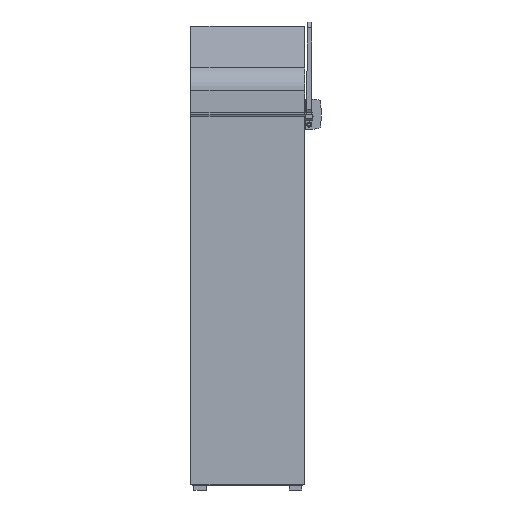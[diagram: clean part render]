
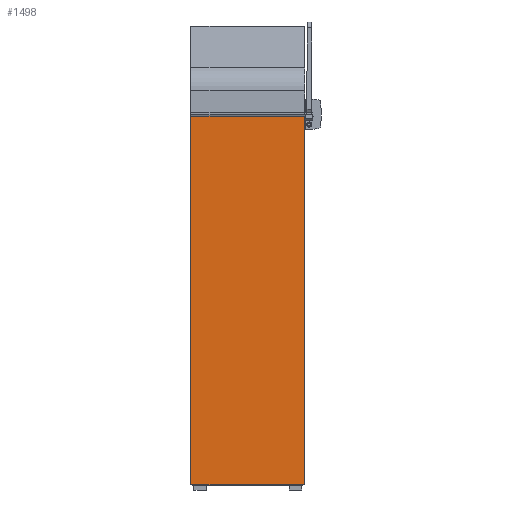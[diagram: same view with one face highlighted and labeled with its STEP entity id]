
A CAD part, front view. The second image highlights one B-rep face of the part: STEP entity #1498.
In plain terms, the highlighted planar face has unit normal (0, -1, 0).
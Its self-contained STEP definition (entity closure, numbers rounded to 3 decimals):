
#537 = DIRECTION ( 'NONE',  ( 0., 0., 1. ) ) ;
#717 = EDGE_LOOP ( 'NONE', ( #6933, #7084, #11008, #10460 ) ) ;
#896 = DIRECTION ( 'NONE',  ( -1., 0., 0. ) ) ;
#933 = CARTESIAN_POINT ( 'NONE',  ( 113.5, -224.3, 10.354 ) ) ;
#1498 = ADVANCED_FACE ( 'NONE', ( #7320 ), #6178, .T. ) ;
#1635 = EDGE_CURVE ( 'NONE', #2763, #6705, #1897, .T. ) ;
#1897 = LINE ( 'NONE', #3949, #10355 ) ;
#2052 = DIRECTION ( 'NONE',  ( 0., -1., 0. ) ) ;
#2281 = CARTESIAN_POINT ( 'NONE',  ( 113.5, -224.3, 10.354 ) ) ;
#2622 = VERTEX_POINT ( 'NONE', #10160 ) ;
#2763 = VERTEX_POINT ( 'NONE', #933 ) ;
#2973 = CARTESIAN_POINT ( 'NONE',  ( -113.5, -224.3, 746.194 ) ) ;
#3349 = LINE ( 'NONE', #2281, #10685 ) ;
#3372 = LINE ( 'NONE', #7444, #5525 ) ;
#3474 = DIRECTION ( 'NONE',  ( 0., 0., -1. ) ) ;
#3519 = VERTEX_POINT ( 'NONE', #2973 ) ;
#3949 = CARTESIAN_POINT ( 'NONE',  ( 0., -224.3, 10.354 ) ) ;
#4102 = CARTESIAN_POINT ( 'NONE',  ( 0., -224.3, 746.194 ) ) ;
#4230 = DIRECTION ( 'NONE',  ( 0., 0., -1. ) ) ;
#4583 = LINE ( 'NONE', #5595, #7029 ) ;
#5320 = EDGE_CURVE ( 'NONE', #2622, #3519, #3372, .T. ) ;
#5525 = VECTOR ( 'NONE', #11508, 1000. ) ;
#5595 = CARTESIAN_POINT ( 'NONE',  ( -113.5, -224.3, 10.354 ) ) ;
#5866 = EDGE_CURVE ( 'NONE', #6705, #3519, #4583, .T. ) ;
#6178 = PLANE ( 'NONE',  #9056 ) ;
#6301 = EDGE_CURVE ( 'NONE', #2622, #2763, #3349, .T. ) ;
#6705 = VERTEX_POINT ( 'NONE', #7663 ) ;
#6933 = ORIENTED_EDGE ( 'NONE', *, *, #1635, .F. ) ;
#7029 = VECTOR ( 'NONE', #537, 1000. ) ;
#7084 = ORIENTED_EDGE ( 'NONE', *, *, #6301, .F. ) ;
#7320 = FACE_OUTER_BOUND ( 'NONE', #717, .T. ) ;
#7444 = CARTESIAN_POINT ( 'NONE',  ( 0., -224.3, 746.194 ) ) ;
#7663 = CARTESIAN_POINT ( 'NONE',  ( -113.5, -224.3, 10.354 ) ) ;
#9056 = AXIS2_PLACEMENT_3D ( 'NONE', #4102, #2052, #4230 ) ;
#10160 = CARTESIAN_POINT ( 'NONE',  ( 113.5, -224.3, 746.194 ) ) ;
#10355 = VECTOR ( 'NONE', #896, 1000. ) ;
#10460 = ORIENTED_EDGE ( 'NONE', *, *, #5866, .F. ) ;
#10685 = VECTOR ( 'NONE', #3474, 1000. ) ;
#11008 = ORIENTED_EDGE ( 'NONE', *, *, #5320, .T. ) ;
#11508 = DIRECTION ( 'NONE',  ( -1., 0., 0. ) ) ;
